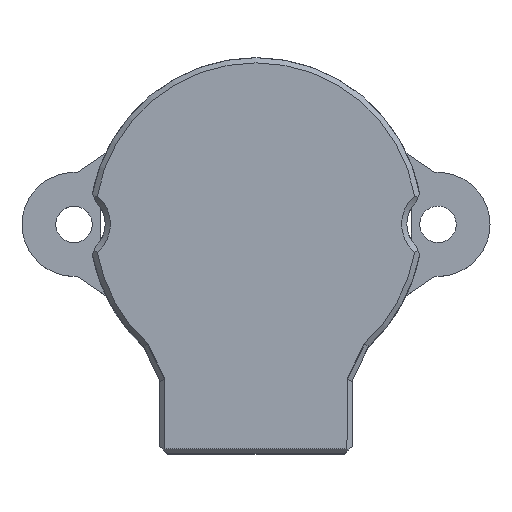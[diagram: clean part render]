
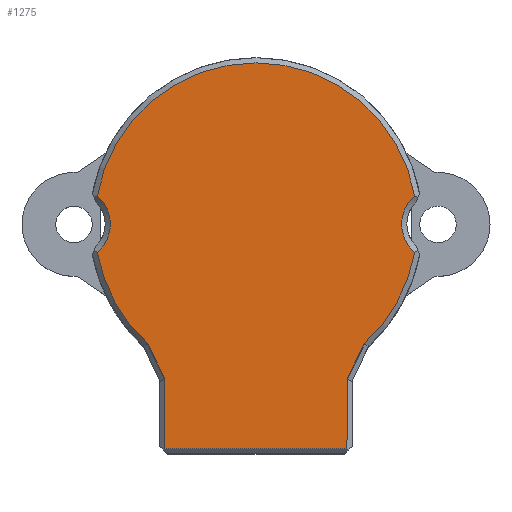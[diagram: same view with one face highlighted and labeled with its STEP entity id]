
A CAD part, top view. The second image highlights one B-rep face of the part: STEP entity #1275.
In plain terms, the highlighted planar face has unit normal (0, 0, 1).
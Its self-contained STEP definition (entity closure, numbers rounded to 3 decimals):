
#41=B_SPLINE_CURVE_WITH_KNOTS('',3,(#2156,#2157,#2158,#2159,#2160,#2161),
 .UNSPECIFIED.,.F.,.F.,(4,2,4),(0.,0.19,0.381),
 .UNSPECIFIED.);
#44=B_SPLINE_CURVE_WITH_KNOTS('',3,(#2203,#2204,#2205,#2206,#2207,#2208),
 .UNSPECIFIED.,.F.,.F.,(4,2,4),(0.,0.19,0.381),
 .UNSPECIFIED.);
#75=PLANE('',#1395);
#132=FACE_OUTER_BOUND('',#194,.T.);
#194=EDGE_LOOP('',(#1070,#1071,#1072,#1073,#1074,#1075,#1076,#1077,#1078,
#1079));
#282=LINE('',#2038,#399);
#292=LINE('',#2068,#409);
#293=LINE('',#2079,#410);
#399=VECTOR('',#1594,10.);
#409=VECTOR('',#1612,10.);
#410=VECTOR('',#1615,10.);
#483=CIRCLE('',#1352,3.5);
#486=CIRCLE('',#1358,15.5);
#490=CIRCLE('',#1365,15.5);
#492=CIRCLE('',#1368,3.5);
#494=CIRCLE('',#1372,15.5);
#567=VERTEX_POINT('',#1892);
#568=VERTEX_POINT('',#1897);
#575=VERTEX_POINT('',#1928);
#584=VERTEX_POINT('',#1963);
#587=VERTEX_POINT('',#1976);
#593=VERTEX_POINT('',#2000);
#601=VERTEX_POINT('',#2032);
#602=VERTEX_POINT('',#2037);
#609=VERTEX_POINT('',#2065);
#610=VERTEX_POINT('',#2067);
#703=EDGE_CURVE('',#567,#568,#483,.T.);
#714=EDGE_CURVE('',#568,#575,#486,.T.);
#728=EDGE_CURVE('',#584,#567,#490,.T.);
#732=EDGE_CURVE('',#587,#584,#492,.T.);
#740=EDGE_CURVE('',#593,#587,#494,.T.);
#752=EDGE_CURVE('',#601,#602,#282,.T.);
#764=EDGE_CURVE('',#609,#610,#292,.T.);
#767=EDGE_CURVE('',#602,#609,#293,.T.);
#790=EDGE_CURVE('',#575,#601,#41,.T.);
#793=EDGE_CURVE('',#610,#593,#44,.T.);
#1070=ORIENTED_EDGE('',*,*,#767,.F.);
#1071=ORIENTED_EDGE('',*,*,#752,.F.);
#1072=ORIENTED_EDGE('',*,*,#790,.F.);
#1073=ORIENTED_EDGE('',*,*,#714,.F.);
#1074=ORIENTED_EDGE('',*,*,#703,.F.);
#1075=ORIENTED_EDGE('',*,*,#728,.F.);
#1076=ORIENTED_EDGE('',*,*,#732,.F.);
#1077=ORIENTED_EDGE('',*,*,#740,.F.);
#1078=ORIENTED_EDGE('',*,*,#793,.F.);
#1079=ORIENTED_EDGE('',*,*,#764,.F.);
#1275=ADVANCED_FACE('',(#132),#75,.T.);
#1352=AXIS2_PLACEMENT_3D('',#1898,#1525,#1526);
#1358=AXIS2_PLACEMENT_3D('',#1929,#1541,#1542);
#1365=AXIS2_PLACEMENT_3D('',#1968,#1560,#1561);
#1368=AXIS2_PLACEMENT_3D('',#1981,#1566,#1567);
#1372=AXIS2_PLACEMENT_3D('',#2005,#1577,#1578);
#1395=AXIS2_PLACEMENT_3D('',#2215,#1658,#1659);
#1525=DIRECTION('center_axis',(0.,0.,1.));
#1526=DIRECTION('ref_axis',(-1.,0.,0.));
#1541=DIRECTION('center_axis',(0.,0.,-1.));
#1542=DIRECTION('ref_axis',(0.578,-0.816,0.));
#1560=DIRECTION('center_axis',(0.,0.,-1.));
#1561=DIRECTION('ref_axis',(-0.578,0.816,0.));
#1566=DIRECTION('center_axis',(0.,0.,1.));
#1567=DIRECTION('ref_axis',(1.,0.,0.));
#1577=DIRECTION('center_axis',(0.,0.,-1.));
#1578=DIRECTION('ref_axis',(-0.578,0.816,0.));
#1594=DIRECTION('',(0.,-1.,0.));
#1612=DIRECTION('',(0.,1.,0.));
#1615=DIRECTION('',(-1.,0.,0.));
#1658=DIRECTION('center_axis',(0.,0.,1.));
#1659=DIRECTION('ref_axis',(1.,0.,0.));
#1892=CARTESIAN_POINT('',(15.264,2.693,1.));
#1897=CARTESIAN_POINT('',(15.264,-2.693,1.));
#1898=CARTESIAN_POINT('Origin',(17.5,0.,1.));
#1928=CARTESIAN_POINT('',(10.4,-11.493,1.));
#1929=CARTESIAN_POINT('Origin',(0.,0.,1.));
#1963=CARTESIAN_POINT('',(-15.264,2.693,1.));
#1968=CARTESIAN_POINT('Origin',(0.,0.,1.));
#1976=CARTESIAN_POINT('',(-15.264,-2.693,1.));
#1981=CARTESIAN_POINT('Origin',(-17.5,0.,1.));
#2000=CARTESIAN_POINT('',(-10.4,-11.493,1.));
#2005=CARTESIAN_POINT('Origin',(0.,0.,1.));
#2032=CARTESIAN_POINT('',(8.75,-14.926,1.));
#2037=CARTESIAN_POINT('',(8.75,-21.6,1.));
#2038=CARTESIAN_POINT('',(8.75,-9.125,1.));
#2065=CARTESIAN_POINT('',(-8.75,-21.6,1.));
#2067=CARTESIAN_POINT('',(-8.75,-14.926,1.));
#2068=CARTESIAN_POINT('',(-8.75,-13.647,1.));
#2079=CARTESIAN_POINT('',(4.625,-21.6,1.));
#2156=CARTESIAN_POINT('Ctrl Pts',(10.4,-11.493,1.));
#2157=CARTESIAN_POINT('Ctrl Pts',(10.124,-12.065,1.));
#2158=CARTESIAN_POINT('Ctrl Pts',(9.849,-12.637,1.));
#2159=CARTESIAN_POINT('Ctrl Pts',(9.299,-13.781,1.));
#2160=CARTESIAN_POINT('Ctrl Pts',(9.025,-14.354,1.));
#2161=CARTESIAN_POINT('Ctrl Pts',(8.75,-14.926,1.));
#2203=CARTESIAN_POINT('Ctrl Pts',(-8.75,-14.926,1.));
#2204=CARTESIAN_POINT('Ctrl Pts',(-9.025,-14.354,1.));
#2205=CARTESIAN_POINT('Ctrl Pts',(-9.299,-13.781,1.));
#2206=CARTESIAN_POINT('Ctrl Pts',(-9.849,-12.637,1.));
#2207=CARTESIAN_POINT('Ctrl Pts',(-10.124,-12.065,1.));
#2208=CARTESIAN_POINT('Ctrl Pts',(-10.4,-11.493,1.));
#2215=CARTESIAN_POINT('Origin',(0.,-5.194,
1.));
